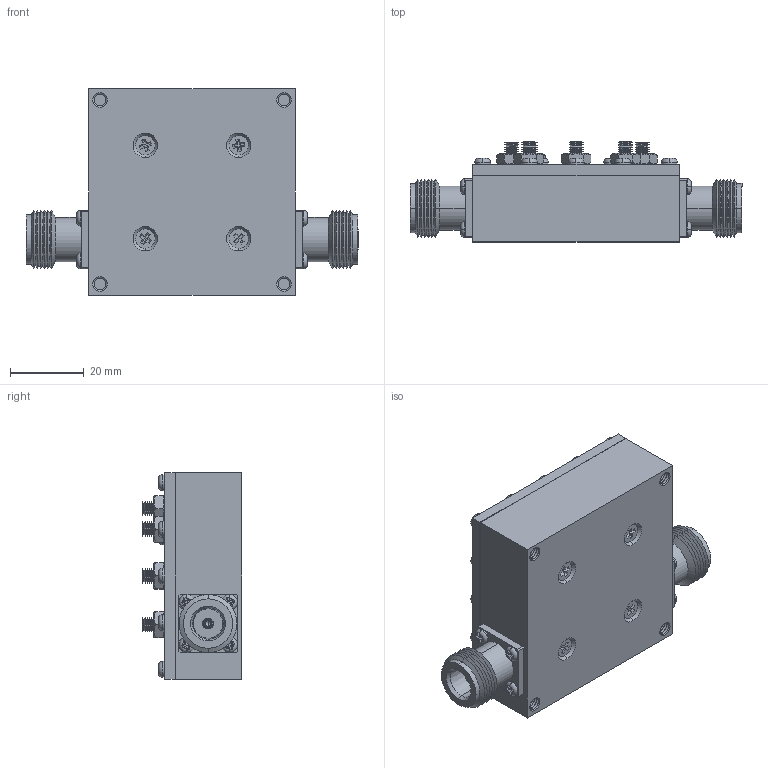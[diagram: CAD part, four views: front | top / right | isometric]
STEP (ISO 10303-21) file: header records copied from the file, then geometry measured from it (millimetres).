
FILE_DESCRIPTION (( 'STEP AP214' ), '1' );
FILE_NAME ('BPF24-411.STEP', '2018-09-07T19:47:40', ( '' ), ( '' ), 'SwSTEP 2.0', 'SolidWorks 2017', '' );
FILE_SCHEMA (( 'AUTOMOTIVE_DESIGN' ));
Length unit declared in the file: inch
Products named in the file (4): BPF24-411_Body; BPF24-411_Nut-Screw-Washer_2; BPF24-411; BPF24-411_N-FEMALE
Assembly tree (10 placements, depth 2):
  BPF24-411
    BPF24-411_Body
    BPF24-411_Nut-Screw-Washer_2  x7
    BPF24-411_N-FEMALE  x2
Bounding box: 90.32 x 27.15 x 56.08 mm (x, y, z)
Volume: 71546.7 mm3; surface area: 17864.4 mm2
Topology: 10 solids, 10 shells, 1359 faces, 3350 edges, 2080 vertices
Faces by surface type: plane 757, cone 418, cylinder 98, torus 86
Entity records: 27725 total; most frequent: CARTESIAN_POINT 5760, ORIENTED_EDGE 4600, DIRECTION 4444, EDGE_CURVE 2300, AXIS2_PLACEMENT_3D 1537, VERTEX_POINT 1437, VECTOR 1370, LINE 1370
